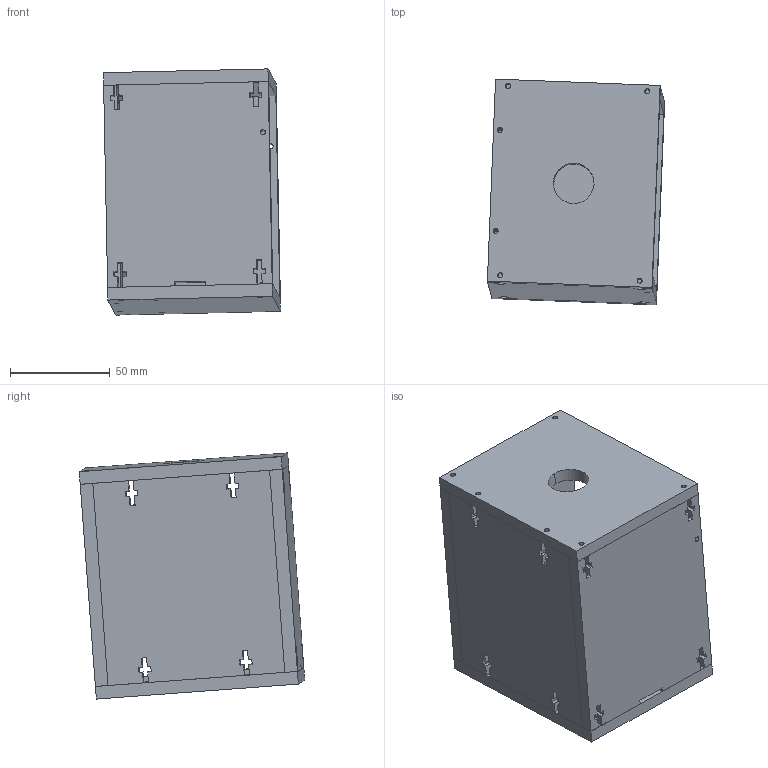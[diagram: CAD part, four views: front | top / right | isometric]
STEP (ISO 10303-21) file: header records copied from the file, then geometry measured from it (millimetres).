
FILE_DESCRIPTION (( 'STEP AP203' ), '1' );
FILE_NAME ('ImagingStation.STEP', '2025-11-25T23:12:37', ( '' ), ( '' ), 'SwSTEP 2.0', 'SolidWorks 2025', '' );
FILE_SCHEMA (( 'CONFIG_CONTROL_DESIGN' ));
Length unit declared in the file: inch
Products named in the file (6): Side (No Hole); ImagingStation; Back; Side with Hole; top; Bottom (Imaging Final3)
Assembly tree (5 placements, depth 2):
  ImagingStation
    Back
    top
    Side (No Hole)
    Side with Hole
    Bottom (Imaging Final3)
Bounding box: 88.82 x 112.99 x 123.35 mm (x, y, z)
Volume: 266621.6 mm3; surface area: 99305.5 mm2
Topology: 5 solids, 5 shells, 217 faces, 618 edges, 412 vertices
Faces by surface type: plane 183, cylinder 34
Entity records: 7692 total; most frequent: CARTESIAN_POINT 1255, ORIENTED_EDGE 1236, DIRECTION 1136, EDGE_CURVE 618, VECTOR 550, LINE 550, VERTEX_POINT 412, AXIS2_PLACEMENT_3D 293
